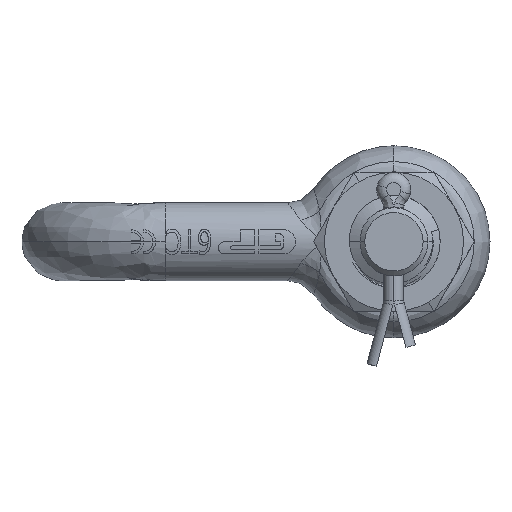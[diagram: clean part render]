
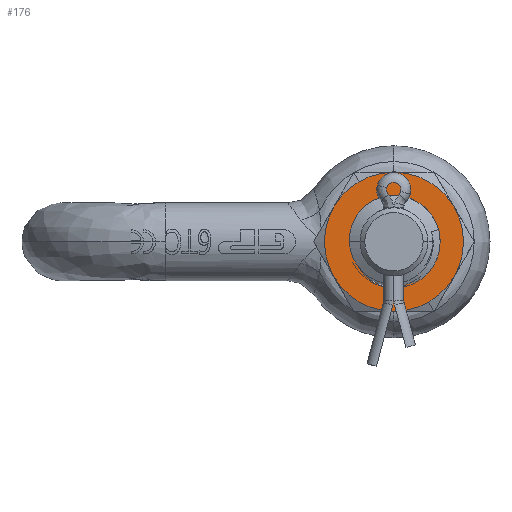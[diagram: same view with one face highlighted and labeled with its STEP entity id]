
A CAD part, left-side view. The second image highlights one B-rep face of the part: STEP entity #176.
In plain terms, the highlighted planar face has unit normal (-1, 0, 0).
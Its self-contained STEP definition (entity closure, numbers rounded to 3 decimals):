
#176=ADVANCED_FACE('NONE',(#936,#937),#938,.F.);
#936=FACE_OUTER_BOUND('',#3816,.T.);
#937=FACE_BOUND('',#3817,.T.);
#938=PLANE('',#3818);
#3816=EDGE_LOOP('',(#13856,#13857,#13858,#13859,#13860,#13861,#13862,#13863));
#3817=EDGE_LOOP('',(#13864,#13865,#13866,#13867));
#3818=AXIS2_PLACEMENT_3D('',#13868,#13869,#13870);
#13856=ORIENTED_EDGE('',*,*,#18380,.F.);
#13857=ORIENTED_EDGE('',*,*,#18379,.F.);
#13858=ORIENTED_EDGE('',*,*,#18378,.F.);
#13859=ORIENTED_EDGE('',*,*,#18377,.F.);
#13860=ORIENTED_EDGE('',*,*,#18375,.F.);
#13861=ORIENTED_EDGE('',*,*,#18374,.F.);
#13862=ORIENTED_EDGE('',*,*,#18373,.F.);
#13863=ORIENTED_EDGE('',*,*,#18382,.F.);
#13864=ORIENTED_EDGE('',*,*,#18389,.T.);
#13865=ORIENTED_EDGE('',*,*,#18332,.F.);
#13866=ORIENTED_EDGE('',*,*,#18317,.F.);
#13867=ORIENTED_EDGE('',*,*,#18388,.F.);
#13868=CARTESIAN_POINT('',(-46.0,0.,0.));
#13869=DIRECTION('',(1.0,0.0,0.0));
#13870=DIRECTION('',(0.0,-0.5,-0.866));
#18317=EDGE_CURVE('NONE',#20243,#20245,#20246,.T.);
#18332=EDGE_CURVE('NONE',#20245,#20260,#20262,.T.);
#18373=EDGE_CURVE('NONE',#20313,#20268,#20329,.T.);
#18374=EDGE_CURVE('NONE',#20268,#20277,#20330,.T.);
#18375=EDGE_CURVE('NONE',#20277,#20331,#20332,.T.);
#18377=EDGE_CURVE('NONE',#20331,#20284,#20334,.T.);
#18378=EDGE_CURVE('NONE',#20284,#20293,#20335,.T.);
#18379=EDGE_CURVE('NONE',#20293,#20302,#20336,.T.);
#18380=EDGE_CURVE('NONE',#20302,#20337,#20338,.T.);
#18382=EDGE_CURVE('NONE',#20337,#20313,#20340,.T.);
#18388=EDGE_CURVE('NONE',#20347,#20243,#20349,.T.);
#18389=EDGE_CURVE('NONE',#20347,#20260,#20350,.T.);
#20243=VERTEX_POINT('NONE',#23924);
#20245=VERTEX_POINT('NONE',#23941);
#20246=CIRCLE('',#23942,8.154);
#20260=VERTEX_POINT('NONE',#24491);
#20262=CIRCLE('',#24500,8.154);
#20268=VERTEX_POINT('NONE',#24512);
#20277=VERTEX_POINT('NONE',#24542);
#20284=VERTEX_POINT('NONE',#24565);
#20293=VERTEX_POINT('NONE',#24595);
#20302=VERTEX_POINT('NONE',#24625);
#20313=VERTEX_POINT('NONE',#24662);
#20329=CIRCLE('',#24695,14.3);
#20330=CIRCLE('',#24696,14.3);
#20331=VERTEX_POINT('NONE',#24697);
#20332=CIRCLE('',#24698,14.3);
#20334=CIRCLE('',#24701,14.3);
#20335=CIRCLE('',#24702,14.3);
#20336=CIRCLE('',#24703,14.3);
#20337=VERTEX_POINT('NONE',#24704);
#20338=CIRCLE('',#24705,14.3);
#20340=CIRCLE('',#24708,14.3);
#20347=VERTEX_POINT('NONE',#24786);
#20349=B_SPLINE_CURVE_WITH_KNOTS('',3,(#25393,#25394,#25395,#25396,#25397,#25398,#25399,#25400,#25401,#25402,#25403,#25404,#25405,#25406,#25407,#25408,#25409,#25410,#25411,#25412,#25413,#25414,#25415,#25416),.UNSPECIFIED.,.F.,.F.,(4,2,2,2,2,2,2,2,2,2,2,4),(-0.014,-0.012,-0.01,-0.008,-0.006,-0.005,-0.003,-0.002,-0.001,0.,0.001,0.003),.UNSPECIFIED.);
#20350=B_SPLINE_CURVE_WITH_KNOTS('',3,(#25417,#25418,#25419,#25420,#25421,#25422,#25423,#25424,#25425,#25426,#25427,#25428,#25429,#25430,#25431,#25432,#25433,#25434,#25435,#25436,#25437,#25438,#25439,#25440),.UNSPECIFIED.,.F.,.F.,(4,2,2,2,2,2,2,2,2,2,2,4),(0.0,0.002,0.003,0.004,0.006,0.007,0.008,0.009,0.01,0.013,0.015,0.017),.UNSPECIFIED.);
#23924=CARTESIAN_POINT('',(-46.,-8.024,1.449));
#23941=CARTESIAN_POINT('',(-46.0,4.077,7.061));
#23942=AXIS2_PLACEMENT_3D('',#35205,#35206,#35207);
#24491=CARTESIAN_POINT('',(-46.,7.202,3.821));
#24500=AXIS2_PLACEMENT_3D('',#35209,#35210,#35211);
#24512=CARTESIAN_POINT('',(-46.,12.384,-7.15));
#24542=CARTESIAN_POINT('',(-46.,12.384,7.15));
#24565=CARTESIAN_POINT('',(-46.,0.,14.3));
#24595=CARTESIAN_POINT('',(-46.,-12.384,7.15));
#24625=CARTESIAN_POINT('',(-46.,-12.384,-7.15));
#24662=CARTESIAN_POINT('',(-46.,0.,-14.3));
#24695=AXIS2_PLACEMENT_3D('',#35244,#35245,#35246);
#24696=AXIS2_PLACEMENT_3D('',#35247,#35248,#35249);
#24697=CARTESIAN_POINT('',(-46.,7.15,12.384));
#24698=AXIS2_PLACEMENT_3D('',#35250,#35251,#35252);
#24701=AXIS2_PLACEMENT_3D('',#35254,#35255,#35256);
#24702=AXIS2_PLACEMENT_3D('',#35257,#35258,#35259);
#24703=AXIS2_PLACEMENT_3D('',#35260,#35261,#35262);
#24704=CARTESIAN_POINT('',(-46.,-7.15,-12.384));
#24705=AXIS2_PLACEMENT_3D('',#35263,#35264,#35265);
#24708=AXIS2_PLACEMENT_3D('',#35267,#35268,#35269);
#24786=CARTESIAN_POINT('',(-46.,1.463,-9.387));
#25393=CARTESIAN_POINT('',(-46.,1.463,-9.387));
#25394=CARTESIAN_POINT('',(-46.0,0.757,-9.443));
#25395=CARTESIAN_POINT('',(-46.0,0.058,-9.421));
#25396=CARTESIAN_POINT('',(-46.0,-1.326,-9.221));
#25397=CARTESIAN_POINT('',(-46.0,-2.018,-9.04));
#25398=CARTESIAN_POINT('',(-46.0,-3.321,-8.531));
#25399=CARTESIAN_POINT('',(-46.0,-3.939,-8.206));
#25400=CARTESIAN_POINT('',(-46.0,-5.105,-7.402));
#25401=CARTESIAN_POINT('',(-46.0,-5.64,-6.93));
#25402=CARTESIAN_POINT('',(-46.0,-6.34,-6.148));
#25403=CARTESIAN_POINT('',(-46.0,-6.557,-5.875));
#25404=CARTESIAN_POINT('',(-46.0,-6.958,-5.301));
#25405=CARTESIAN_POINT('',(-46.0,-7.143,-4.999));
#25406=CARTESIAN_POINT('',(-46.0,-7.476,-4.374));
#25407=CARTESIAN_POINT('',(-46.0,-7.622,-4.052));
#25408=CARTESIAN_POINT('',(-46.0,-7.873,-3.398));
#25409=CARTESIAN_POINT('',(-46.0,-7.978,-3.065));
#25410=CARTESIAN_POINT('',(-46.0,-8.147,-2.385));
#25411=CARTESIAN_POINT('',(-46.0,-8.21,-2.039));
#25412=CARTESIAN_POINT('',(-46.0,-8.293,-1.335));
#25413=CARTESIAN_POINT('',(-46.0,-8.313,-0.981));
#25414=CARTESIAN_POINT('',(-46.0,-8.303,0.071));
#25415=CARTESIAN_POINT('',(-46.0,-8.21,0.764));
#25416=CARTESIAN_POINT('',(-46.,-8.024,1.449));
#25417=CARTESIAN_POINT('',(-46.,1.463,-9.387));
#25418=CARTESIAN_POINT('',(-46.0,2.153,-9.226));
#25419=CARTESIAN_POINT('',(-46.0,2.812,-8.992));
#25420=CARTESIAN_POINT('',(-46.0,3.755,-8.533));
#25421=CARTESIAN_POINT('',(-46.0,4.062,-8.362));
#25422=CARTESIAN_POINT('',(-46.0,4.659,-7.982));
#25423=CARTESIAN_POINT('',(-46.0,4.947,-7.775));
#25424=CARTESIAN_POINT('',(-46.0,5.766,-7.111));
#25425=CARTESIAN_POINT('',(-46.0,6.254,-6.612));
#25426=CARTESIAN_POINT('',(-46.0,6.9,-5.776));
#25427=CARTESIAN_POINT('',(-46.0,7.101,-5.481));
#25428=CARTESIAN_POINT('',(-46.0,7.463,-4.876));
#25429=CARTESIAN_POINT('',(-46.0,7.625,-4.565));
#25430=CARTESIAN_POINT('',(-46.0,7.91,-3.927));
#25431=CARTESIAN_POINT('',(-46.0,8.034,-3.6));
#25432=CARTESIAN_POINT('',(-46.0,8.242,-2.93));
#25433=CARTESIAN_POINT('',(-46.0,8.327,-2.585));
#25434=CARTESIAN_POINT('',(-46.0,8.516,-1.539));
#25435=CARTESIAN_POINT('',(-46.0,8.555,-0.84));
#25436=CARTESIAN_POINT('',(-46.0,8.463,0.558));
#25437=CARTESIAN_POINT('',(-46.0,8.326,1.265));
#25438=CARTESIAN_POINT('',(-46.0,7.888,2.595));
#25439=CARTESIAN_POINT('',(-46.0,7.588,3.226));
#25440=CARTESIAN_POINT('',(-46.,7.202,3.821));
#35205=CARTESIAN_POINT('',(-46.0,0.,0.));
#35206=DIRECTION('',(-1.0,0.0,0.0));
#35207=DIRECTION('',(0.0,0.5,0.866));
#35209=CARTESIAN_POINT('',(-46.0,0.,0.));
#35210=DIRECTION('',(-1.0,0.0,0.0));
#35211=DIRECTION('',(0.0,0.5,0.866));
#35244=CARTESIAN_POINT('',(-46.,0.,0.));
#35245=DIRECTION('',(1.0,0.0,0.0));
#35246=DIRECTION('',(0.0,-0.5,-0.866));
#35247=CARTESIAN_POINT('',(-46.,0.,0.));
#35248=DIRECTION('',(1.0,0.0,0.0));
#35249=DIRECTION('',(0.0,-0.5,-0.866));
#35250=CARTESIAN_POINT('',(-46.,0.,0.));
#35251=DIRECTION('',(1.0,0.0,0.0));
#35252=DIRECTION('',(0.0,-0.5,-0.866));
#35254=CARTESIAN_POINT('',(-46.,0.,0.));
#35255=DIRECTION('',(1.0,0.0,0.0));
#35256=DIRECTION('',(0.0,-0.5,-0.866));
#35257=CARTESIAN_POINT('',(-46.,0.,0.));
#35258=DIRECTION('',(1.0,0.0,0.0));
#35259=DIRECTION('',(0.0,-0.5,-0.866));
#35260=CARTESIAN_POINT('',(-46.,0.,0.));
#35261=DIRECTION('',(1.0,0.0,0.0));
#35262=DIRECTION('',(0.0,-0.5,-0.866));
#35263=CARTESIAN_POINT('',(-46.,0.,0.));
#35264=DIRECTION('',(1.0,0.,0.));
#35265=DIRECTION('',(0.,-0.866,0.5));
#35267=CARTESIAN_POINT('',(-46.,0.,0.));
#35268=DIRECTION('',(1.0,0.0,0.0));
#35269=DIRECTION('',(0.0,-0.5,-0.866));
